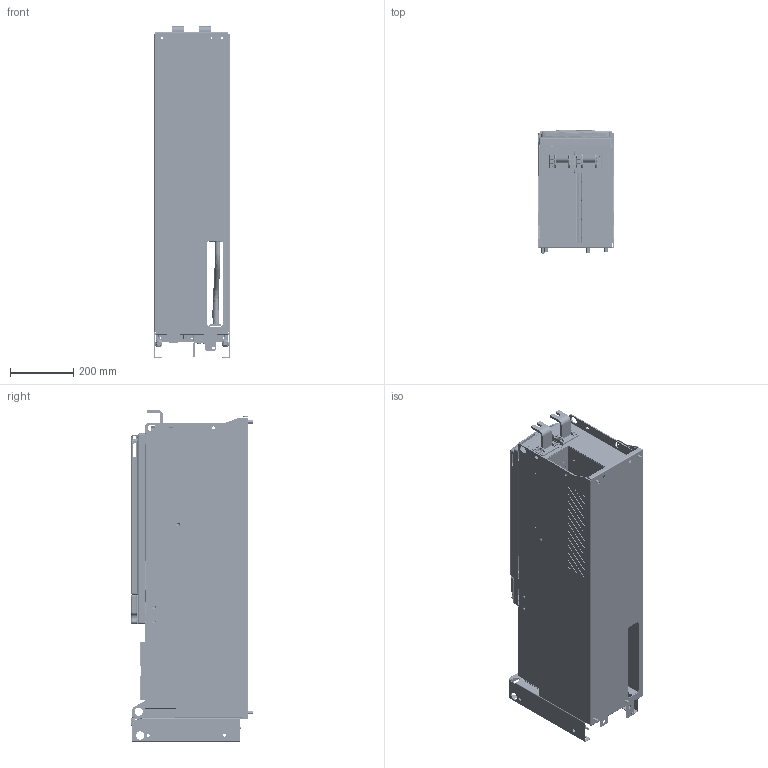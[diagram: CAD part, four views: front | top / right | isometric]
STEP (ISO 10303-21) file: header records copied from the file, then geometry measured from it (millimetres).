
FILE_DESCRIPTION(/* description */ (''),/* implementation_level */ '2;1');
FILE_NAME(/* name */ 'fi9_assembly_nfe_active_assy.stp',/* time_stamp */ '2022-02-28T12:10:09+06:00',/* author */ (''),/* organization */ (''),/* preprocessor_version */ 'ST-DEVELOPER v16.7',/* originating_system */ 'SIEMENS PLM Software NX 1892',/* authorisation */ '');
FILE_SCHEMA (('AUTOMOTIVE_DESIGN { 1 0 10303 214 3 1 1 1 }'));
Products named in the file (1): U3820A505865swzc
Bounding box: 239 x 388 x 1050 mm (x, y, z)
Volume: 5701829 mm3; surface area: 5135317.1 mm2
Topology: 134 solids, 134 shells, 7331 faces, 19105 edges, 12165 vertices
Faces by surface type: plane 3830, cylinder 2022, bspline 568, revolution 434, cone 273, sphere 109, torus 95
Full cylindrical faces by diameter (mm): 1 x4, 3 x20, 3.1 x6, 3.3 x8, 3.6 x35, 4 x9, 4.2 x18, 4.3 x5, 4.5 x20, 4.6 x22, 5 x33, 5.4 x11, 5.5 x16, 5.6 x11, 6 x37, 6.2 x20, 6.4 x1, 6.6 x19, 6.8 x5, 7.8 x1, 7.9 x2, 8 x6, 8.5 x5, 8.8 x1, 9 x3, 9.2 x6, 9.3 x4, 9.5 x6, 10 x2, 10.2 x2
Entity records: 245947 total; most frequent: CARTESIAN_POINT 57391, ORIENTED_EDGE 36538, DIRECTION 35452, EDGE_CURVE 18269, VERTEX_POINT 12114, AXIS2_PLACEMENT_3D 12019, LINE 10980, VECTOR 10980
